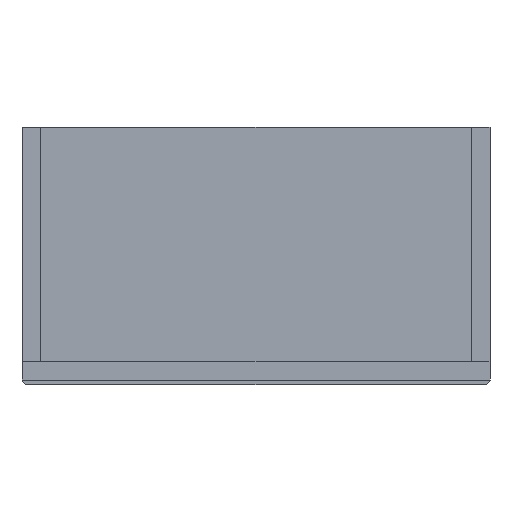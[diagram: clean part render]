
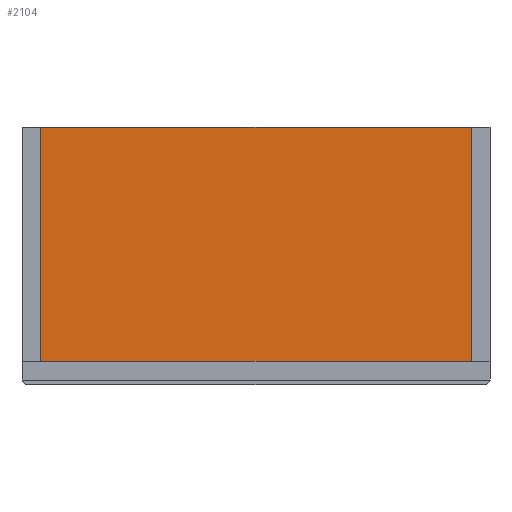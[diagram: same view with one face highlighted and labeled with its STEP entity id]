
A CAD part, front view. The second image highlights one B-rep face of the part: STEP entity #2104.
In plain terms, the highlighted planar face has unit normal (0, -1, 0).
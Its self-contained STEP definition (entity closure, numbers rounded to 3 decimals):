
#28 = CARTESIAN_POINT ( 'NONE',  ( 184., 0., 100. ) ) ;
#243 = VECTOR ( 'NONE', #1625, 1000. ) ;
#317 = DIRECTION ( 'NONE',  ( 0., 0., -1. ) ) ;
#872 = VECTOR ( 'NONE', #3488, 1000. ) ;
#947 = VERTEX_POINT ( 'NONE', #1988 ) ;
#1023 = CARTESIAN_POINT ( 'NONE',  ( -184., 0., 100. ) ) ;
#1041 = FACE_OUTER_BOUND ( 'NONE', #6566, .T. ) ;
#1135 = LINE ( 'NONE', #7053, #872 ) ;
#1139 = CARTESIAN_POINT ( 'NONE',  ( 200.002, 0., -100. ) ) ;
#1414 = EDGE_CURVE ( 'NONE', #3412, #5965, #1135, .T. ) ;
#1547 = DIRECTION ( 'NONE',  ( 0., 0., 1. ) ) ;
#1625 = DIRECTION ( 'NONE',  ( 0., 0., 1. ) ) ;
#1716 = LINE ( 'NONE', #1139, #1732 ) ;
#1732 = VECTOR ( 'NONE', #5821, 1000. ) ;
#1988 = CARTESIAN_POINT ( 'NONE',  ( -184., 0., -100. ) ) ;
#2086 = EDGE_CURVE ( 'NONE', #5787, #3412, #4604, .T. ) ;
#2104 = ADVANCED_FACE ( 'NONE', ( #1041 ), #3975, .F. ) ;
#2820 = ORIENTED_EDGE ( 'NONE', *, *, #1414, .T. ) ;
#2964 = EDGE_CURVE ( 'NONE', #5965, #947, #4470, .T. ) ;
#3412 = VERTEX_POINT ( 'NONE', #28 ) ;
#3488 = DIRECTION ( 'NONE',  ( -1., 0., 0. ) ) ;
#3640 = CARTESIAN_POINT ( 'NONE',  ( 184., 0., -100. ) ) ;
#3975 = PLANE ( 'NONE',  #4537 ) ;
#4276 = ORIENTED_EDGE ( 'NONE', *, *, #2086, .T. ) ;
#4470 = LINE ( 'NONE', #1023, #5799 ) ;
#4537 = AXIS2_PLACEMENT_3D ( 'NONE', #5759, #7382, #1547 ) ;
#4599 = ORIENTED_EDGE ( 'NONE', *, *, #2964, .T. ) ;
#4604 = LINE ( 'NONE', #5641, #243 ) ;
#4756 = ORIENTED_EDGE ( 'NONE', *, *, #6593, .F. ) ;
#5119 = CARTESIAN_POINT ( 'NONE',  ( -184., 0., 100. ) ) ;
#5641 = CARTESIAN_POINT ( 'NONE',  ( 184., 0., -100. ) ) ;
#5759 = CARTESIAN_POINT ( 'NONE',  ( 200.002, 0., 100. ) ) ;
#5787 = VERTEX_POINT ( 'NONE', #3640 ) ;
#5799 = VECTOR ( 'NONE', #317, 1000. ) ;
#5821 = DIRECTION ( 'NONE',  ( -1., 0., 0. ) ) ;
#5965 = VERTEX_POINT ( 'NONE', #5119 ) ;
#6566 = EDGE_LOOP ( 'NONE', ( #4756, #4276, #2820, #4599 ) ) ;
#6593 = EDGE_CURVE ( 'NONE', #5787, #947, #1716, .T. ) ;
#7053 = CARTESIAN_POINT ( 'NONE',  ( 200.002, 0., 100. ) ) ;
#7382 = DIRECTION ( 'NONE',  ( 0., 1., 0. ) ) ;
